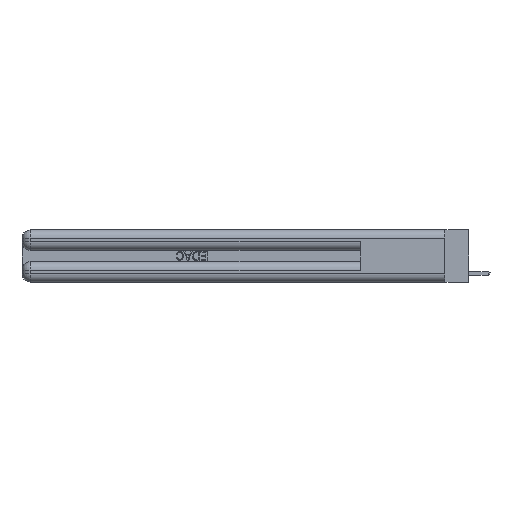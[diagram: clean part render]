
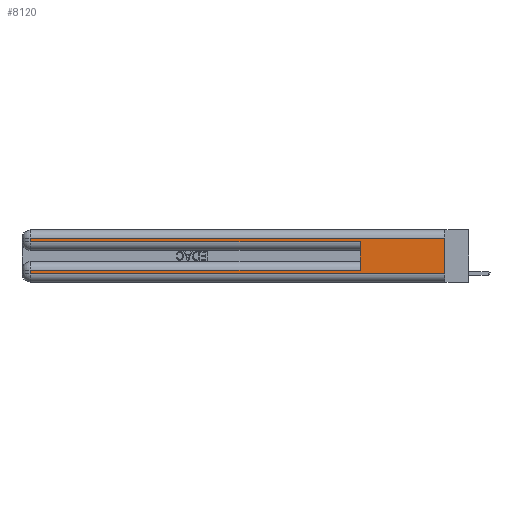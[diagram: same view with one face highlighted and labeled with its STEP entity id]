
A CAD part, left-side view. The second image highlights one B-rep face of the part: STEP entity #8120.
In plain terms, the highlighted planar face has unit normal (-1, 0, 0).
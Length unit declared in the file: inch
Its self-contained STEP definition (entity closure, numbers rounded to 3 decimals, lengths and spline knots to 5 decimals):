
#283 = CARTESIAN_POINT ( 'NONE',  ( 0., 2.94, 0.37 ) ) ;
#1132 = CARTESIAN_POINT ( 'NONE',  ( 0., 0., 0.285 ) ) ;
#1190 = EDGE_CURVE ( 'NONE', #22085, #23540, #21275, .T. ) ;
#1620 = ORIENTED_EDGE ( 'NONE', *, *, #26683, .T. ) ;
#2952 = CARTESIAN_POINT ( 'NONE',  ( 0., 2.94, 0.285 ) ) ;
#3184 = DIRECTION ( 'NONE',  ( 0., 0., -1. ) ) ;
#4644 = LINE ( 'NONE', #23747, #9477 ) ;
#4953 = DIRECTION ( 'NONE',  ( 0., -1., 0. ) ) ;
#6313 = LINE ( 'NONE', #1132, #32459 ) ;
#7050 = EDGE_CURVE ( 'NONE', #9623, #34562, #18198, .T. ) ;
#7618 = LINE ( 'NONE', #18495, #17170 ) ;
#7827 = EDGE_CURVE ( 'NONE', #24537, #32943, #7618, .T. ) ;
#8120 = ADVANCED_FACE ( 'NONE', ( #34458 ), #20917, .F. ) ;
#8637 = ORIENTED_EDGE ( 'NONE', *, *, #1190, .T. ) ;
#9008 = LINE ( 'NONE', #283, #12748 ) ;
#9089 = CARTESIAN_POINT ( 'NONE',  ( 0., 2.94, 0.085 ) ) ;
#9477 = VECTOR ( 'NONE', #10878, 39.37008 ) ;
#9623 = VERTEX_POINT ( 'NONE', #24271 ) ;
#10853 = VECTOR ( 'NONE', #15694, 39.37008 ) ;
#10878 = DIRECTION ( 'NONE',  ( 0., 0., -1. ) ) ;
#11277 = DIRECTION ( 'NONE',  ( 0., 0., -1. ) ) ;
#11531 = EDGE_CURVE ( 'NONE', #22085, #32430, #27194, .T. ) ;
#11796 = VECTOR ( 'NONE', #18787, 39.37008 ) ;
#12514 = ORIENTED_EDGE ( 'NONE', *, *, #7050, .T. ) ;
#12748 = VECTOR ( 'NONE', #20060, 39.37008 ) ;
#13254 = ORIENTED_EDGE ( 'NONE', *, *, #7827, .T. ) ;
#13711 = CARTESIAN_POINT ( 'NONE',  ( 0., 2.94, 0.37 ) ) ;
#14245 = CARTESIAN_POINT ( 'NONE',  ( 0., 0.6, 0.285 ) ) ;
#15179 = CARTESIAN_POINT ( 'NONE',  ( 0., 0., 0.31 ) ) ;
#15694 = DIRECTION ( 'NONE',  ( 0., 1., 0. ) ) ;
#16290 = CARTESIAN_POINT ( 'NONE',  ( 0., 0., 0.085 ) ) ;
#17170 = VECTOR ( 'NONE', #4953, 39.37008 ) ;
#18198 = LINE ( 'NONE', #15179, #10853 ) ;
#18495 = CARTESIAN_POINT ( 'NONE',  ( 0., 0., 0.06 ) ) ;
#18787 = DIRECTION ( 'NONE',  ( 0., 1., 0. ) ) ;
#18969 = ORIENTED_EDGE ( 'NONE', *, *, #28810, .T. ) ;
#19052 = LINE ( 'NONE', #13711, #19252 ) ;
#19164 = CARTESIAN_POINT ( 'NONE',  ( 0., 0.6, 0.145 ) ) ;
#19252 = VECTOR ( 'NONE', #3184, 39.37008 ) ;
#20060 = DIRECTION ( 'NONE',  ( 0., 0., -1. ) ) ;
#20197 = VERTEX_POINT ( 'NONE', #2952 ) ;
#20288 = EDGE_CURVE ( 'NONE', #34562, #20197, #9008, .T. ) ;
#20759 = ORIENTED_EDGE ( 'NONE', *, *, #11531, .F. ) ;
#20889 = CARTESIAN_POINT ( 'NONE',  ( 0., 2.94, 0.31 ) ) ;
#20917 = PLANE ( 'NONE',  #31955 ) ;
#21275 = LINE ( 'NONE', #16290, #11796 ) ;
#21777 = EDGE_LOOP ( 'NONE', ( #27103, #12514, #23438, #18969, #20759, #8637, #1620, #13254 ) ) ;
#21900 = VECTOR ( 'NONE', #34846, 39.37008 ) ;
#22085 = VERTEX_POINT ( 'NONE', #30559 ) ;
#22164 = DIRECTION ( 'NONE',  ( 1., 0., 0. ) ) ;
#23298 = EDGE_CURVE ( 'NONE', #9623, #32943, #4644, .T. ) ;
#23438 = ORIENTED_EDGE ( 'NONE', *, *, #20288, .T. ) ;
#23540 = VERTEX_POINT ( 'NONE', #9089 ) ;
#23747 = CARTESIAN_POINT ( 'NONE',  ( 0., 0., 0.37 ) ) ;
#24271 = CARTESIAN_POINT ( 'NONE',  ( 0., 0., 0.31 ) ) ;
#24537 = VERTEX_POINT ( 'NONE', #32842 ) ;
#26683 = EDGE_CURVE ( 'NONE', #23540, #24537, #19052, .T. ) ;
#27103 = ORIENTED_EDGE ( 'NONE', *, *, #23298, .F. ) ;
#27194 = LINE ( 'NONE', #19164, #21900 ) ;
#27242 = CARTESIAN_POINT ( 'NONE',  ( 0., 0., 0.06 ) ) ;
#27679 = CARTESIAN_POINT ( 'NONE',  ( 0., 0., 0.37 ) ) ;
#28238 = DIRECTION ( 'NONE',  ( 0., -1., 0. ) ) ;
#28810 = EDGE_CURVE ( 'NONE', #20197, #32430, #6313, .T. ) ;
#30559 = CARTESIAN_POINT ( 'NONE',  ( 0., 0.6, 0.085 ) ) ;
#31955 = AXIS2_PLACEMENT_3D ( 'NONE', #27679, #22164, #11277 ) ;
#32430 = VERTEX_POINT ( 'NONE', #14245 ) ;
#32459 = VECTOR ( 'NONE', #28238, 39.37008 ) ;
#32842 = CARTESIAN_POINT ( 'NONE',  ( 0., 2.94, 0.06 ) ) ;
#32943 = VERTEX_POINT ( 'NONE', #27242 ) ;
#34458 = FACE_OUTER_BOUND ( 'NONE', #21777, .T. ) ;
#34562 = VERTEX_POINT ( 'NONE', #20889 ) ;
#34846 = DIRECTION ( 'NONE',  ( 0., 0., 1. ) ) ;
